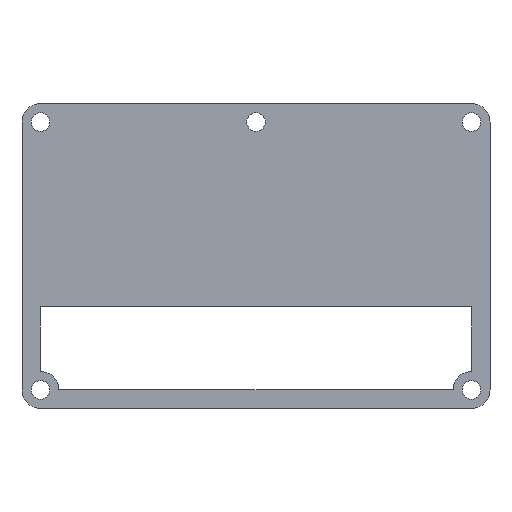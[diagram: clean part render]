
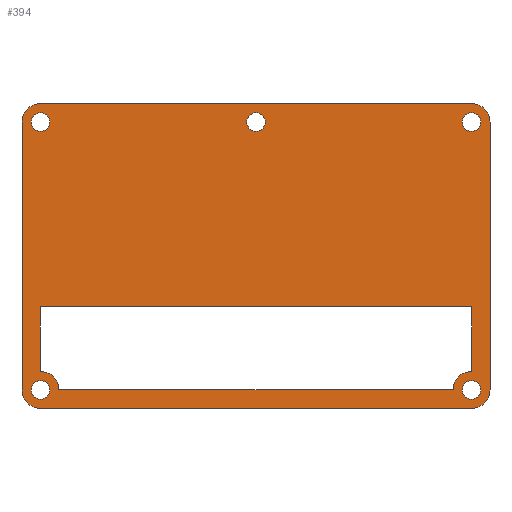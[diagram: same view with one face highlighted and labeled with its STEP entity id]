
A CAD part, front view. The second image highlights one B-rep face of the part: STEP entity #394.
In plain terms, the highlighted planar face has unit normal (0, -1, 0).
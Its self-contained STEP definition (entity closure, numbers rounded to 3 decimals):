
#39=LINE('',#629,#69);
#40=LINE('',#634,#70);
#41=LINE('',#638,#71);
#42=LINE('',#642,#72);
#43=LINE('',#655,#73);
#44=LINE('',#660,#74);
#45=LINE('',#664,#75);
#46=LINE('',#666,#76);
#69=VECTOR('',#506,1000.);
#70=VECTOR('',#509,1000.);
#71=VECTOR('',#512,1000.);
#72=VECTOR('',#515,1000.);
#73=VECTOR('',#528,1000.);
#74=VECTOR('',#531,1000.);
#75=VECTOR('',#534,1000.);
#76=VECTOR('',#535,1000.);
#110=ORIENTED_EDGE('',*,*,#214,.F.);
#111=ORIENTED_EDGE('',*,*,#215,.T.);
#112=ORIENTED_EDGE('',*,*,#216,.F.);
#113=ORIENTED_EDGE('',*,*,#217,.T.);
#114=ORIENTED_EDGE('',*,*,#218,.F.);
#115=ORIENTED_EDGE('',*,*,#219,.T.);
#116=ORIENTED_EDGE('',*,*,#220,.F.);
#117=ORIENTED_EDGE('',*,*,#221,.T.);
#118=ORIENTED_EDGE('',*,*,#222,.T.);
#119=ORIENTED_EDGE('',*,*,#223,.T.);
#120=ORIENTED_EDGE('',*,*,#224,.T.);
#121=ORIENTED_EDGE('',*,*,#225,.T.);
#122=ORIENTED_EDGE('',*,*,#226,.T.);
#123=ORIENTED_EDGE('',*,*,#227,.T.);
#124=ORIENTED_EDGE('',*,*,#228,.T.);
#125=ORIENTED_EDGE('',*,*,#229,.T.);
#126=ORIENTED_EDGE('',*,*,#230,.T.);
#127=ORIENTED_EDGE('',*,*,#231,.T.);
#128=ORIENTED_EDGE('',*,*,#232,.T.);
#214=EDGE_CURVE('',#266,#267,#39,.T.);
#215=EDGE_CURVE('',#266,#268,#296,.F.);
#216=EDGE_CURVE('',#269,#268,#40,.T.);
#217=EDGE_CURVE('',#269,#270,#297,.F.);
#218=EDGE_CURVE('',#271,#270,#41,.T.);
#219=EDGE_CURVE('',#271,#272,#298,.F.);
#220=EDGE_CURVE('',#273,#272,#42,.T.);
#221=EDGE_CURVE('',#273,#267,#299,.F.);
#222=EDGE_CURVE('',#274,#274,#300,.T.);
#223=EDGE_CURVE('',#275,#275,#301,.T.);
#224=EDGE_CURVE('',#276,#276,#302,.T.);
#225=EDGE_CURVE('',#277,#277,#303,.T.);
#226=EDGE_CURVE('',#278,#278,#304,.T.);
#227=EDGE_CURVE('',#279,#280,#43,.T.);
#228=EDGE_CURVE('',#280,#281,#305,.T.);
#229=EDGE_CURVE('',#281,#282,#44,.T.);
#230=EDGE_CURVE('',#282,#283,#306,.T.);
#231=EDGE_CURVE('',#283,#284,#45,.T.);
#232=EDGE_CURVE('',#284,#279,#46,.T.);
#266=VERTEX_POINT('',#630);
#267=VERTEX_POINT('',#631);
#268=VERTEX_POINT('',#633);
#269=VERTEX_POINT('',#635);
#270=VERTEX_POINT('',#637);
#271=VERTEX_POINT('',#639);
#272=VERTEX_POINT('',#641);
#273=VERTEX_POINT('',#643);
#274=VERTEX_POINT('',#646);
#275=VERTEX_POINT('',#648);
#276=VERTEX_POINT('',#650);
#277=VERTEX_POINT('',#652);
#278=VERTEX_POINT('',#654);
#279=VERTEX_POINT('',#656);
#280=VERTEX_POINT('',#657);
#281=VERTEX_POINT('',#659);
#282=VERTEX_POINT('',#661);
#283=VERTEX_POINT('',#663);
#284=VERTEX_POINT('',#665);
#296=CIRCLE('',#440,3.);
#297=CIRCLE('',#441,3.);
#298=CIRCLE('',#442,3.);
#299=CIRCLE('',#443,3.);
#300=CIRCLE('',#444,1.5);
#301=CIRCLE('',#445,1.5);
#302=CIRCLE('',#446,1.5);
#303=CIRCLE('',#447,1.5);
#304=CIRCLE('',#448,1.5);
#305=CIRCLE('',#449,3.);
#306=CIRCLE('',#450,3.);
#314=EDGE_LOOP('',(#110,#111,#112,#113,#114,#115,#116,#117));
#315=EDGE_LOOP('',(#118));
#316=EDGE_LOOP('',(#119));
#317=EDGE_LOOP('',(#120));
#318=EDGE_LOOP('',(#121));
#319=EDGE_LOOP('',(#122));
#320=EDGE_LOOP('',(#123,#124,#125,#126,#127,#128));
#352=FACE_BOUND('',#314,.T.);
#353=FACE_BOUND('',#315,.T.);
#354=FACE_BOUND('',#316,.T.);
#355=FACE_BOUND('',#317,.T.);
#356=FACE_BOUND('',#318,.T.);
#357=FACE_BOUND('',#319,.T.);
#358=FACE_BOUND('',#320,.T.);
#384=PLANE('',#439);
#394=ADVANCED_FACE('',(#352,#353,#354,#355,#356,#357,#358),#384,.F.);
#439=AXIS2_PLACEMENT_3D('',#628,#504,#505);
#440=AXIS2_PLACEMENT_3D('',#632,#507,#508);
#441=AXIS2_PLACEMENT_3D('',#636,#510,#511);
#442=AXIS2_PLACEMENT_3D('',#640,#513,#514);
#443=AXIS2_PLACEMENT_3D('',#644,#516,#517);
#444=AXIS2_PLACEMENT_3D('',#645,#518,#519);
#445=AXIS2_PLACEMENT_3D('',#647,#520,#521);
#446=AXIS2_PLACEMENT_3D('',#649,#522,#523);
#447=AXIS2_PLACEMENT_3D('',#651,#524,#525);
#448=AXIS2_PLACEMENT_3D('',#653,#526,#527);
#449=AXIS2_PLACEMENT_3D('',#658,#529,#530);
#450=AXIS2_PLACEMENT_3D('',#662,#532,#533);
#504=DIRECTION('',(0.,1.,0.));
#505=DIRECTION('',(0.,0.,1.));
#506=DIRECTION('',(0.,0.,-1.));
#507=DIRECTION('',(0.,1.,0.));
#508=DIRECTION('',(0.,0.,1.));
#509=DIRECTION('',(1.,0.,0.));
#510=DIRECTION('',(0.,1.,0.));
#511=DIRECTION('',(0.,0.,1.));
#512=DIRECTION('',(0.,0.,1.));
#513=DIRECTION('',(0.,1.,0.));
#514=DIRECTION('',(0.,0.,1.));
#515=DIRECTION('',(-1.,0.,0.));
#516=DIRECTION('',(0.,1.,0.));
#517=DIRECTION('',(0.,0.,1.));
#518=DIRECTION('',(0.,1.,0.));
#519=DIRECTION('',(1.,0.,0.));
#520=DIRECTION('',(0.,1.,0.));
#521=DIRECTION('',(1.,0.,0.));
#522=DIRECTION('',(0.,1.,0.));
#523=DIRECTION('',(1.,0.,0.));
#524=DIRECTION('',(0.,1.,0.));
#525=DIRECTION('',(1.,0.,0.));
#526=DIRECTION('',(0.,1.,0.));
#527=DIRECTION('',(1.,0.,0.));
#528=DIRECTION('',(0.,0.,-1.));
#529=DIRECTION('',(0.,-1.,0.));
#530=DIRECTION('',(1.,0.,0.));
#531=DIRECTION('',(-1.,0.,0.));
#532=DIRECTION('',(0.,-1.,0.));
#533=DIRECTION('',(1.,0.,0.));
#534=DIRECTION('',(0.,0.,1.));
#535=DIRECTION('',(1.,0.,0.));
#628=CARTESIAN_POINT('',(0.,0.,0.));
#629=CARTESIAN_POINT('',(38.,0.,41.));
#630=CARTESIAN_POINT('',(38.,0.,38.));
#631=CARTESIAN_POINT('',(38.,0.,-5.5));
#632=CARTESIAN_POINT('',(35.,0.,38.));
#633=CARTESIAN_POINT('',(35.,0.,41.));
#634=CARTESIAN_POINT('',(-38.,0.,41.));
#635=CARTESIAN_POINT('',(-35.,0.,41.));
#636=CARTESIAN_POINT('',(-35.,0.,38.));
#637=CARTESIAN_POINT('',(-38.,0.,38.));
#638=CARTESIAN_POINT('',(-38.,0.,-8.5));
#639=CARTESIAN_POINT('',(-38.,0.,-5.5));
#640=CARTESIAN_POINT('',(-35.,0.,-5.5));
#641=CARTESIAN_POINT('',(-35.,0.,-8.5));
#642=CARTESIAN_POINT('',(38.,0.,-8.5));
#643=CARTESIAN_POINT('',(35.,0.,-8.5));
#644=CARTESIAN_POINT('',(35.,0.,-5.5));
#645=CARTESIAN_POINT('',(-35.,0.,38.));
#646=CARTESIAN_POINT('',(-33.5,0.,38.));
#647=CARTESIAN_POINT('',(0.,0.,38.));
#648=CARTESIAN_POINT('',(1.5,0.,38.));
#649=CARTESIAN_POINT('',(35.,0.,38.));
#650=CARTESIAN_POINT('',(36.5,0.,38.));
#651=CARTESIAN_POINT('',(35.,0.,-5.5));
#652=CARTESIAN_POINT('',(36.5,0.,-5.5));
#653=CARTESIAN_POINT('',(-35.,0.,-5.5));
#654=CARTESIAN_POINT('',(-33.5,0.,-5.5));
#655=CARTESIAN_POINT('',(35.,0.,-0.5));
#656=CARTESIAN_POINT('',(35.,0.,8.));
#657=CARTESIAN_POINT('',(35.,0.,-2.5));
#658=CARTESIAN_POINT('',(35.,0.,-5.5));
#659=CARTESIAN_POINT('',(32.,0.,-5.5));
#660=CARTESIAN_POINT('',(-30.,0.,-5.5));
#661=CARTESIAN_POINT('',(-32.,0.,-5.5));
#662=CARTESIAN_POINT('',(-35.,0.,-5.5));
#663=CARTESIAN_POINT('',(-35.,0.,-2.5));
#664=CARTESIAN_POINT('',(-35.,0.,-0.5));
#665=CARTESIAN_POINT('',(-35.,0.,8.));
#666=CARTESIAN_POINT('',(5.,0.,8.));
